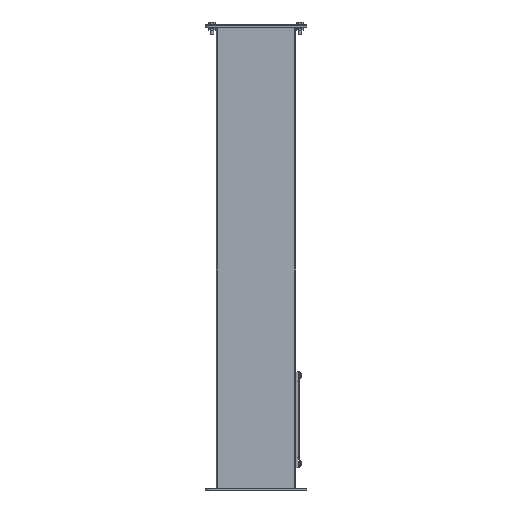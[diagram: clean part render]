
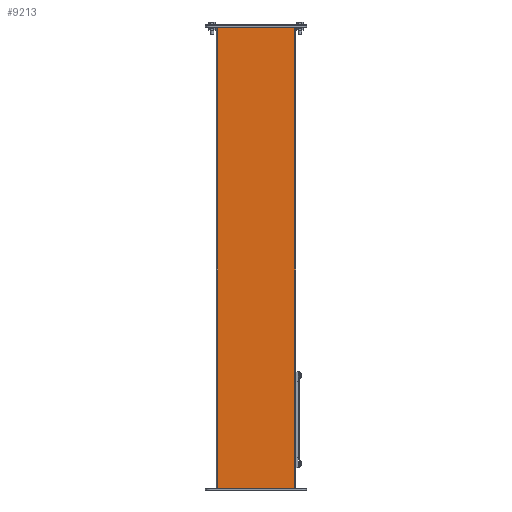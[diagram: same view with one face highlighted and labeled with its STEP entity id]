
A CAD part, left-side view. The second image highlights one B-rep face of the part: STEP entity #9213.
In plain terms, the highlighted planar face has unit normal (-1, 0, 0).
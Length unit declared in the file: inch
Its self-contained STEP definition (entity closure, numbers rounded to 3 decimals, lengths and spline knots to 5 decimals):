
#1044 = PLANE ( 'NONE',  #10713 ) ;
#1140 = EDGE_CURVE ( 'NONE', #1162, #7581, #5987, .T. ) ;
#1162 = VERTEX_POINT ( 'NONE', #11507 ) ;
#1211 = ORIENTED_EDGE ( 'NONE', *, *, #9480, .T. ) ;
#1385 = EDGE_CURVE ( 'NONE', #7581, #8232, #10895, .T. ) ;
#1801 = VERTEX_POINT ( 'NONE', #1864 ) ;
#1864 = CARTESIAN_POINT ( 'NONE',  ( -3., 2.856, 17.375 ) ) ;
#1929 = CARTESIAN_POINT ( 'NONE',  ( -3., 2.964, -17.375 ) ) ;
#1974 = LINE ( 'NONE', #11246, #11030 ) ;
#2064 = ORIENTED_EDGE ( 'NONE', *, *, #6038, .F. ) ;
#4635 = CARTESIAN_POINT ( 'NONE',  ( -3., -2.964, -17.375 ) ) ;
#5101 = DIRECTION ( 'NONE',  ( 0., 1., 0. ) ) ;
#5874 = CARTESIAN_POINT ( 'NONE',  ( -3., -2.964, -17.375 ) ) ;
#5987 = LINE ( 'NONE', #5874, #6697 ) ;
#5991 = LINE ( 'NONE', #8776, #8259 ) ;
#6038 = EDGE_CURVE ( 'NONE', #8232, #1801, #1974, .T. ) ;
#6304 = VECTOR ( 'NONE', #6632, 39.37008 ) ;
#6351 = DIRECTION ( 'NONE',  ( 0., 1., 0. ) ) ;
#6409 = FACE_OUTER_BOUND ( 'NONE', #7841, .T. ) ;
#6632 = DIRECTION ( 'NONE',  ( 0., 1., 0. ) ) ;
#6697 = VECTOR ( 'NONE', #11340, 39.37008 ) ;
#7581 = VERTEX_POINT ( 'NONE', #4635 ) ;
#7841 = EDGE_LOOP ( 'NONE', ( #2064, #10883, #11424, #1211 ) ) ;
#8012 = DIRECTION ( 'NONE',  ( 1., 0., 0. ) ) ;
#8232 = VERTEX_POINT ( 'NONE', #11343 ) ;
#8259 = VECTOR ( 'NONE', #5101, 39.37008 ) ;
#8776 = CARTESIAN_POINT ( 'NONE',  ( -3., -2.964, 17.375 ) ) ;
#9213 = ADVANCED_FACE ( 'NONE', ( #6409 ), #1044, .F. ) ;
#9399 = DIRECTION ( 'NONE',  ( 0., 0., 1. ) ) ;
#9480 = EDGE_CURVE ( 'NONE', #1162, #1801, #5991, .T. ) ;
#9857 = CARTESIAN_POINT ( 'NONE',  ( -3., -2.964, -17.375 ) ) ;
#10713 = AXIS2_PLACEMENT_3D ( 'NONE', #9857, #8012, #6351 ) ;
#10883 = ORIENTED_EDGE ( 'NONE', *, *, #1385, .F. ) ;
#10895 = LINE ( 'NONE', #1929, #6304 ) ;
#11030 = VECTOR ( 'NONE', #9399, 39.37008 ) ;
#11246 = CARTESIAN_POINT ( 'NONE',  ( -3., 2.856, -17.375 ) ) ;
#11340 = DIRECTION ( 'NONE',  ( 0., 0., -1. ) ) ;
#11343 = CARTESIAN_POINT ( 'NONE',  ( -3., 2.856, -17.375 ) ) ;
#11424 = ORIENTED_EDGE ( 'NONE', *, *, #1140, .F. ) ;
#11507 = CARTESIAN_POINT ( 'NONE',  ( -3., -2.964, 17.375 ) ) ;
